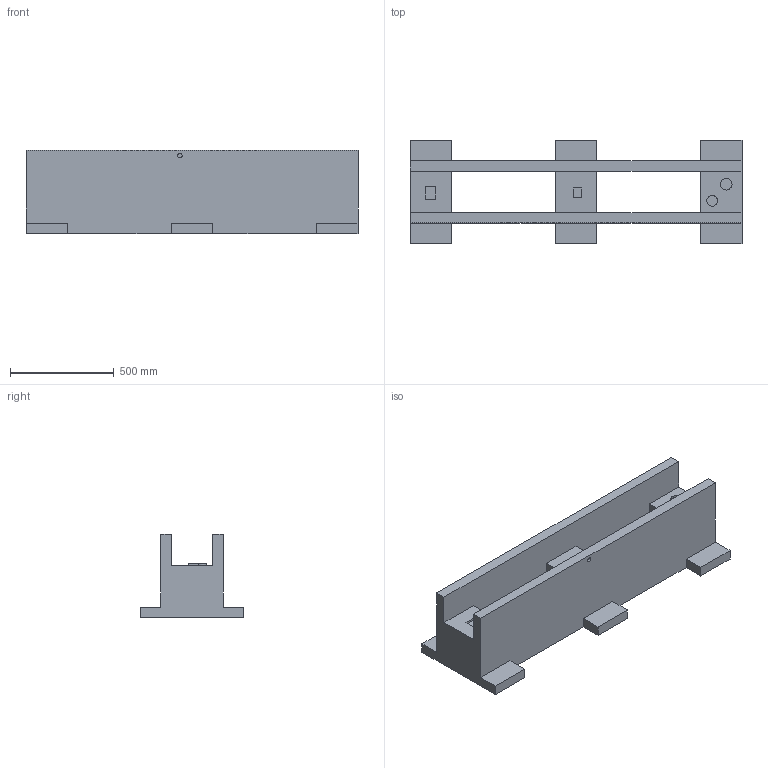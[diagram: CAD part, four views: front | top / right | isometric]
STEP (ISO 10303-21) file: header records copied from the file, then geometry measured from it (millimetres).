
FILE_DESCRIPTION(/* description */ ('Extracted from STEP assembly: jizuo214.stp'),/* implementation_level */ '2;1');
FILE_NAME(/* name */ 'part_jizuo',/* time_stamp */ '2018-03-29T20:43:59+08:00',/* author */ (''),/* organization */ (''),/* preprocessor_version */ 'ST-DEVELOPER v15',/* originating_system */ 'SIEMENS PLM Software NX 11.0',/* authorisation */ '');
FILE_SCHEMA (('AUTOMOTIVE_DESIGN'));
Length unit declared in the file: millimetre
Products named in the file (1): jizuo
Bounding box: 1600 x 500 x 400 mm (x, y, z)
Volume: 99967106.1 mm3; surface area: 3510048.6 mm2
Topology: 1 solids, 1 shells, 51 faces, 189 edges, 198 vertices
Faces by surface type: plane 48, cylinder 3
Full cylindrical faces by diameter (mm): 21.925 x1, 52.216 x1, 56 x1
Entity records: 3028 total; most frequent: CARTESIAN_POINT 947, DIRECTION 298, ORIENTED_EDGE 276, LINE 176, VECTOR 176, EDGE_CURVE 138, POLYLINE 109, VERTEX_POINT 94
